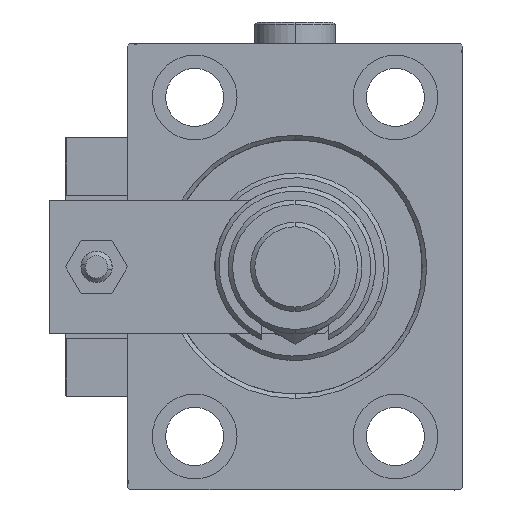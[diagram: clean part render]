
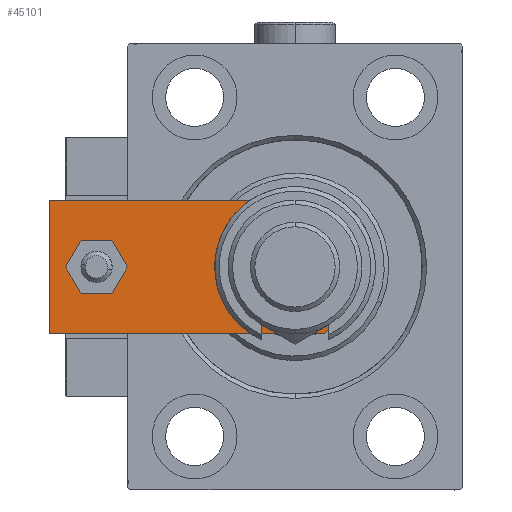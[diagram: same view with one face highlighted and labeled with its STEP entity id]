
A CAD part, left-side view. The second image highlights one B-rep face of the part: STEP entity #45101.
In plain terms, the highlighted face is planar.
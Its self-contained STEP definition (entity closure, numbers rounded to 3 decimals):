
#742 = EDGE_CURVE ( 'NONE', #49973, #22434, #30705, .T. ) ;
#771 = CARTESIAN_POINT ( 'NONE',  ( -15., 8.5, 8. ) ) ;
#1882 = DIRECTION ( 'NONE',  ( 0., 0., 1. ) ) ;
#2300 = DIRECTION ( 'NONE',  ( 0., -1., 0. ) ) ;
#2415 = DIRECTION ( 'NONE',  ( 0., 0., 1. ) ) ;
#3250 = EDGE_CURVE ( 'NONE', #22724, #46931, #49305, .T. ) ;
#3537 = VECTOR ( 'NONE', #33549, 1000. ) ;
#4004 = CARTESIAN_POINT ( 'NONE',  ( -10., 15., 8. ) ) ;
#4007 = VERTEX_POINT ( 'NONE', #37607 ) ;
#4601 = DIRECTION ( 'NONE',  ( 1., 0., 0. ) ) ;
#4940 = EDGE_CURVE ( 'NONE', #4007, #28574, #22628, .T. ) ;
#6555 = FACE_OUTER_BOUND ( 'NONE', #32098, .T. ) ;
#7701 = CARTESIAN_POINT ( 'NONE',  ( -15., 0., 8. ) ) ;
#7933 = CARTESIAN_POINT ( 'NONE',  ( 0., 15., 8. ) ) ;
#8308 = ORIENTED_EDGE ( 'NONE', *, *, #24528, .T. ) ;
#9451 = LINE ( 'NONE', #26294, #49272 ) ;
#10550 = VECTOR ( 'NONE', #4601, 1000. ) ;
#10810 = CIRCLE ( 'NONE', #48659, 4. ) ;
#11225 = EDGE_CURVE ( 'NONE', #48942, #33670, #33003, .T. ) ;
#11553 = DIRECTION ( 'NONE',  ( 0.707, 0.707, 0. ) ) ;
#12548 = ORIENTED_EDGE ( 'NONE', *, *, #29187, .F. ) ;
#12882 = DIRECTION ( 'NONE',  ( 1., 0., 0. ) ) ;
#12931 = ORIENTED_EDGE ( 'NONE', *, *, #3250, .T. ) ;
#13074 = CARTESIAN_POINT ( 'NONE',  ( -3.25, -3.25, 8. ) ) ;
#13218 = CIRCLE ( 'NONE', #30846, 10. ) ;
#14271 = PLANE ( 'NONE',  #20805 ) ;
#14867 = CARTESIAN_POINT ( 'NONE',  ( 3.25, -3.25, 8. ) ) ;
#15206 = ORIENTED_EDGE ( 'NONE', *, *, #23459, .F. ) ;
#15239 = CARTESIAN_POINT ( 'NONE',  ( -4., 59.5, 8. ) ) ;
#16817 = CIRCLE ( 'NONE', #22985, 4. ) ;
#16871 = VERTEX_POINT ( 'NONE', #44331 ) ;
#18458 = CARTESIAN_POINT ( 'NONE',  ( 6.5, 0., 8. ) ) ;
#18677 = DIRECTION ( 'NONE',  ( 1., 0., 0. ) ) ;
#20805 = AXIS2_PLACEMENT_3D ( 'NONE', #35511, #2415, #52301 ) ;
#21807 = LINE ( 'NONE', #26774, #22864 ) ;
#22431 = EDGE_LOOP ( 'NONE', ( #12548, #54393 ) ) ;
#22434 = VERTEX_POINT ( 'NONE', #40853 ) ;
#22555 = VECTOR ( 'NONE', #11553, 1000. ) ;
#22628 = CIRCLE ( 'NONE', #23515, 10. ) ;
#22724 = VERTEX_POINT ( 'NONE', #18458 ) ;
#22864 = VECTOR ( 'NONE', #43592, 1000. ) ;
#22985 = AXIS2_PLACEMENT_3D ( 'NONE', #35251, #1882, #18677 ) ;
#23351 = FACE_BOUND ( 'NONE', #22431, .T. ) ;
#23459 = EDGE_CURVE ( 'NONE', #25921, #16871, #10810, .T. ) ;
#23515 = AXIS2_PLACEMENT_3D ( 'NONE', #26447, #30310, #39131 ) ;
#23925 = EDGE_CURVE ( 'NONE', #22434, #22724, #28673, .T. ) ;
#24235 = EDGE_CURVE ( 'NONE', #33670, #49973, #9451, .T. ) ;
#24528 = EDGE_CURVE ( 'NONE', #46931, #48942, #21807, .T. ) ;
#25321 = CARTESIAN_POINT ( 'NONE',  ( 15., 8.5, 8. ) ) ;
#25693 = ORIENTED_EDGE ( 'NONE', *, *, #11225, .T. ) ;
#25697 = CARTESIAN_POINT ( 'NONE',  ( -15., 70., 8. ) ) ;
#25921 = VERTEX_POINT ( 'NONE', #15239 ) ;
#26016 = DIRECTION ( 'NONE',  ( 1., 0., 0. ) ) ;
#26294 = CARTESIAN_POINT ( 'NONE',  ( -15., 70., 8. ) ) ;
#26447 = CARTESIAN_POINT ( 'NONE',  ( 0., 15., 8. ) ) ;
#26627 = EDGE_CURVE ( 'NONE', #16871, #25921, #16817, .T. ) ;
#26774 = CARTESIAN_POINT ( 'NONE',  ( 15., 0., 8. ) ) ;
#27504 = FACE_BOUND ( 'NONE', #32013, .T. ) ;
#28574 = VERTEX_POINT ( 'NONE', #4004 ) ;
#28673 = LINE ( 'NONE', #7701, #10550 ) ;
#28768 = VECTOR ( 'NONE', #29904, 1000. ) ;
#29006 = ORIENTED_EDGE ( 'NONE', *, *, #23925, .T. ) ;
#29187 = EDGE_CURVE ( 'NONE', #28574, #4007, #13218, .T. ) ;
#29904 = DIRECTION ( 'NONE',  ( 0.707, -0.707, 0. ) ) ;
#30310 = DIRECTION ( 'NONE',  ( 0., 0., 1. ) ) ;
#30705 = LINE ( 'NONE', #13074, #28768 ) ;
#30846 = AXIS2_PLACEMENT_3D ( 'NONE', #7933, #41577, #12882 ) ;
#32013 = EDGE_LOOP ( 'NONE', ( #15206, #46317 ) ) ;
#32098 = EDGE_LOOP ( 'NONE', ( #37021, #54231, #29006, #12931, #8308, #25693 ) ) ;
#33003 = LINE ( 'NONE', #37952, #3537 ) ;
#33549 = DIRECTION ( 'NONE',  ( -1., 0., 0. ) ) ;
#33670 = VERTEX_POINT ( 'NONE', #25697 ) ;
#35251 = CARTESIAN_POINT ( 'NONE',  ( 0., 59.5, 8. ) ) ;
#35511 = CARTESIAN_POINT ( 'NONE',  ( 0., 0., 8. ) ) ;
#37021 = ORIENTED_EDGE ( 'NONE', *, *, #24235, .T. ) ;
#37607 = CARTESIAN_POINT ( 'NONE',  ( 10., 15., 8. ) ) ;
#37952 = CARTESIAN_POINT ( 'NONE',  ( 15., 70., 8. ) ) ;
#39131 = DIRECTION ( 'NONE',  ( 1., 0., 0. ) ) ;
#40777 = CARTESIAN_POINT ( 'NONE',  ( 15., 70., 8. ) ) ;
#40853 = CARTESIAN_POINT ( 'NONE',  ( -6.5, 0., 8. ) ) ;
#41577 = DIRECTION ( 'NONE',  ( 0., 0., 1. ) ) ;
#43592 = DIRECTION ( 'NONE',  ( 0., 1., 0. ) ) ;
#43916 = DIRECTION ( 'NONE',  ( 0., 0., 1. ) ) ;
#44331 = CARTESIAN_POINT ( 'NONE',  ( 4., 59.5, 8. ) ) ;
#45101 = ADVANCED_FACE ( 'NONE', ( #27504, #6555, #23351 ), #14271, .T. ) ;
#46317 = ORIENTED_EDGE ( 'NONE', *, *, #26627, .F. ) ;
#46931 = VERTEX_POINT ( 'NONE', #25321 ) ;
#48038 = CARTESIAN_POINT ( 'NONE',  ( 0., 59.5, 8. ) ) ;
#48659 = AXIS2_PLACEMENT_3D ( 'NONE', #48038, #43916, #26016 ) ;
#48942 = VERTEX_POINT ( 'NONE', #40777 ) ;
#49272 = VECTOR ( 'NONE', #2300, 1000. ) ;
#49305 = LINE ( 'NONE', #14867, #22555 ) ;
#49973 = VERTEX_POINT ( 'NONE', #771 ) ;
#52301 = DIRECTION ( 'NONE',  ( 1., 0., 0. ) ) ;
#54231 = ORIENTED_EDGE ( 'NONE', *, *, #742, .T. ) ;
#54393 = ORIENTED_EDGE ( 'NONE', *, *, #4940, .F. ) ;
